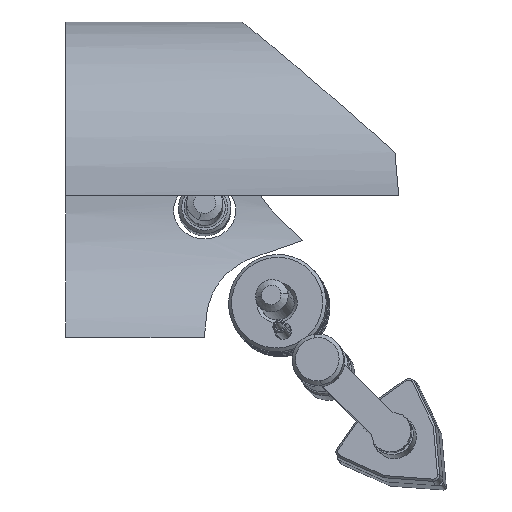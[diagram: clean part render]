
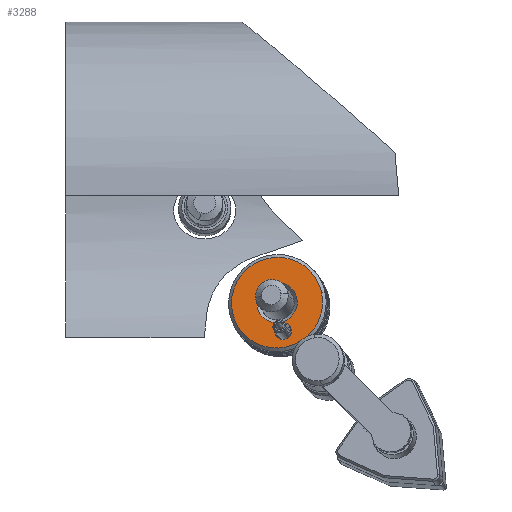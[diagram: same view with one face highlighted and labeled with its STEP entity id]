
A CAD part, front view. The second image highlights one B-rep face of the part: STEP entity #3288.
In plain terms, the highlighted face is planar.
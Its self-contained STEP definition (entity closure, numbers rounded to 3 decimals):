
#37 = EDGE_CURVE ( 'NONE', #555, #6994, #3692, .T. ) ;
#159 = ORIENTED_EDGE ( 'NONE', *, *, #5504, .F. ) ;
#486 = CARTESIAN_POINT ( 'NONE',  ( 0., 0., 4.5 ) ) ;
#555 = VERTEX_POINT ( 'NONE', #8671 ) ;
#584 = CIRCLE ( 'NONE', #8550, 7. ) ;
#688 = CARTESIAN_POINT ( 'NONE',  ( 0., 0., 0. ) ) ;
#765 = ORIENTED_EDGE ( 'NONE', *, *, #4462, .F. ) ;
#981 = ORIENTED_EDGE ( 'NONE', *, *, #2086, .F. ) ;
#1029 = DIRECTION ( 'NONE',  ( 0., -1., 0. ) ) ;
#1069 = VERTEX_POINT ( 'NONE', #3290 ) ;
#1141 = CARTESIAN_POINT ( 'NONE',  ( -7., 0., 0. ) ) ;
#1230 = FACE_OUTER_BOUND ( 'NONE', #5183, .T. ) ;
#1690 = AXIS2_PLACEMENT_3D ( 'NONE', #3504, #5521, #4123 ) ;
#1904 = CARTESIAN_POINT ( 'NONE',  ( 0., 0., 0. ) ) ;
#2086 = EDGE_CURVE ( 'NONE', #4922, #6572, #4073, .T. ) ;
#2292 = AXIS2_PLACEMENT_3D ( 'NONE', #5747, #3035, #7818 ) ;
#2316 = CIRCLE ( 'NONE', #2292, 3.1 ) ;
#2534 = DIRECTION ( 'NONE',  ( -1., 0., 0. ) ) ;
#2927 = FACE_BOUND ( 'NONE', #3309, .T. ) ;
#3035 = DIRECTION ( 'NONE',  ( 0., 1., 0. ) ) ;
#3128 = PLANE ( 'NONE',  #5884 ) ;
#3158 = EDGE_CURVE ( 'NONE', #6994, #555, #2316, .T. ) ;
#3288 = ADVANCED_FACE ( 'NONE', ( #3668, #1230, #2927 ), #3128, .F. ) ;
#3290 = CARTESIAN_POINT ( 'NONE',  ( 7., 0., 0. ) ) ;
#3309 = EDGE_LOOP ( 'NONE', ( #7977, #6199 ) ) ;
#3504 = CARTESIAN_POINT ( 'NONE',  ( 0., 0., 0. ) ) ;
#3555 = CIRCLE ( 'NONE', #6422, 7. ) ;
#3668 = FACE_BOUND ( 'NONE', #7769, .T. ) ;
#3692 = CIRCLE ( 'NONE', #1690, 3.1 ) ;
#3835 = DIRECTION ( 'NONE',  ( 0., 1., 0. ) ) ;
#3893 = DIRECTION ( 'NONE',  ( -1., 0., 0. ) ) ;
#4073 = CIRCLE ( 'NONE', #7380, 1.3 ) ;
#4123 = DIRECTION ( 'NONE',  ( -1., 0., 0. ) ) ;
#4462 = EDGE_CURVE ( 'NONE', #1069, #8585, #3555, .T. ) ;
#4800 = ORIENTED_EDGE ( 'NONE', *, *, #8105, .F. ) ;
#4922 = VERTEX_POINT ( 'NONE', #7046 ) ;
#4966 = CARTESIAN_POINT ( 'NONE',  ( 0., 0., 3.2 ) ) ;
#5183 = EDGE_LOOP ( 'NONE', ( #159, #765 ) ) ;
#5255 = DIRECTION ( 'NONE',  ( 0., 0., -1. ) ) ;
#5504 = EDGE_CURVE ( 'NONE', #8585, #1069, #584, .T. ) ;
#5521 = DIRECTION ( 'NONE',  ( 0., 1., 0. ) ) ;
#5703 = AXIS2_PLACEMENT_3D ( 'NONE', #486, #8622, #5255 ) ;
#5747 = CARTESIAN_POINT ( 'NONE',  ( 0., 0., 0. ) ) ;
#5815 = DIRECTION ( 'NONE',  ( 0., 0., -1. ) ) ;
#5884 = AXIS2_PLACEMENT_3D ( 'NONE', #5966, #3835, #2534 ) ;
#5966 = CARTESIAN_POINT ( 'NONE',  ( 7., 0., 0. ) ) ;
#6199 = ORIENTED_EDGE ( 'NONE', *, *, #3158, .T. ) ;
#6422 = AXIS2_PLACEMENT_3D ( 'NONE', #1904, #7330, #3893 ) ;
#6572 = VERTEX_POINT ( 'NONE', #4966 ) ;
#6585 = CIRCLE ( 'NONE', #5703, 1.3 ) ;
#6994 = VERTEX_POINT ( 'NONE', #7570 ) ;
#7046 = CARTESIAN_POINT ( 'NONE',  ( 0., 0., 5.8 ) ) ;
#7330 = DIRECTION ( 'NONE',  ( 0., 1., 0. ) ) ;
#7380 = AXIS2_PLACEMENT_3D ( 'NONE', #7971, #1029, #5815 ) ;
#7570 = CARTESIAN_POINT ( 'NONE',  ( -3.1, 0., 0. ) ) ;
#7769 = EDGE_LOOP ( 'NONE', ( #4800, #981 ) ) ;
#7818 = DIRECTION ( 'NONE',  ( -1., 0., 0. ) ) ;
#7971 = CARTESIAN_POINT ( 'NONE',  ( 0., 0., 4.5 ) ) ;
#7977 = ORIENTED_EDGE ( 'NONE', *, *, #37, .T. ) ;
#8105 = EDGE_CURVE ( 'NONE', #6572, #4922, #6585, .T. ) ;
#8156 = DIRECTION ( 'NONE',  ( 0., 1., 0. ) ) ;
#8212 = DIRECTION ( 'NONE',  ( -1., 0., 0. ) ) ;
#8550 = AXIS2_PLACEMENT_3D ( 'NONE', #688, #8156, #8212 ) ;
#8585 = VERTEX_POINT ( 'NONE', #1141 ) ;
#8622 = DIRECTION ( 'NONE',  ( 0., -1., 0. ) ) ;
#8671 = CARTESIAN_POINT ( 'NONE',  ( 3.1, 0., 0. ) ) ;
